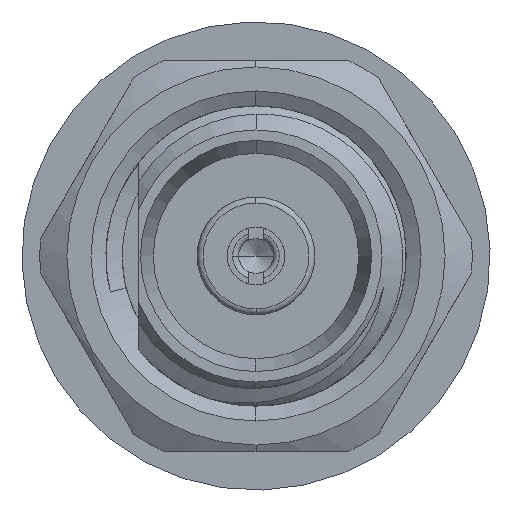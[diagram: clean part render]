
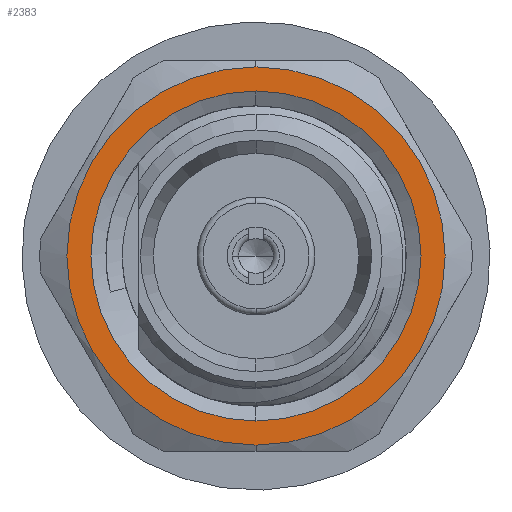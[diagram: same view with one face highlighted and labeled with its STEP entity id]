
A CAD part, left-side view. The second image highlights one B-rep face of the part: STEP entity #2383.
In plain terms, the highlighted planar face has unit normal (-1, 0, 0).
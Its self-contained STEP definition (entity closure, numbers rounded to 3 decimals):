
#205 = CIRCLE ( 'NONE', #23433, 3.15 ) ;
#590 = FACE_OUTER_BOUND ( 'NONE', #14161, .T. ) ;
#840 = ORIENTED_EDGE ( 'NONE', *, *, #18402, .F. ) ;
#1405 = AXIS2_PLACEMENT_3D ( 'NONE', #34498, #15904, #37612 ) ;
#1537 = AXIS2_PLACEMENT_3D ( 'NONE', #26276, #7703, #29384 ) ;
#2281 = CARTESIAN_POINT ( 'NONE',  ( 4.9, 0., 0. ) ) ;
#2383 = ADVANCED_FACE ( 'NONE', ( #39869, #590 ), #16781, .T. ) ;
#2896 = VERTEX_POINT ( 'NONE', #21272 ) ;
#3090 = VERTEX_POINT ( 'NONE', #18557 ) ;
#3731 = ORIENTED_EDGE ( 'NONE', *, *, #6478, .T. ) ;
#3755 = EDGE_CURVE ( 'NONE', #3090, #13675, #14581, .T. ) ;
#3898 = CIRCLE ( 'NONE', #1405, 3.15 ) ;
#5405 = DIRECTION ( 'NONE',  ( 0., 0., 1. ) ) ;
#6207 = AXIS2_PLACEMENT_3D ( 'NONE', #2281, #23953, #5405 ) ;
#6478 = EDGE_CURVE ( 'NONE', #13675, #3090, #35650, .T. ) ;
#7703 = DIRECTION ( 'NONE',  ( -1., 0., 0. ) ) ;
#8657 = VERTEX_POINT ( 'NONE', #31932 ) ;
#12930 = DIRECTION ( 'NONE',  ( 1., 0., 0. ) ) ;
#13675 = VERTEX_POINT ( 'NONE', #34350 ) ;
#14035 = DIRECTION ( 'NONE',  ( 1., 0., 0. ) ) ;
#14161 = EDGE_LOOP ( 'NONE', ( #27714, #840 ) ) ;
#14581 = CIRCLE ( 'NONE', #6207, 2.749 ) ;
#15904 = DIRECTION ( 'NONE',  ( 1., 0., 0. ) ) ;
#16781 = PLANE ( 'NONE',  #1537 ) ;
#17340 = EDGE_LOOP ( 'NONE', ( #24437, #3731 ) ) ;
#18402 = EDGE_CURVE ( 'NONE', #8657, #2896, #205, .T. ) ;
#18557 = CARTESIAN_POINT ( 'NONE',  ( 4.9, 0., 2.749 ) ) ;
#21272 = CARTESIAN_POINT ( 'NONE',  ( 4.9, 0., -3.15 ) ) ;
#23212 = AXIS2_PLACEMENT_3D ( 'NONE', #32610, #14035, #35742 ) ;
#23433 = AXIS2_PLACEMENT_3D ( 'NONE', #31507, #12930, #34643 ) ;
#23953 = DIRECTION ( 'NONE',  ( 1., 0., 0. ) ) ;
#24437 = ORIENTED_EDGE ( 'NONE', *, *, #3755, .T. ) ;
#26276 = CARTESIAN_POINT ( 'NONE',  ( 4.9, 0., 0. ) ) ;
#27714 = ORIENTED_EDGE ( 'NONE', *, *, #30405, .F. ) ;
#29384 = DIRECTION ( 'NONE',  ( 0., 0., 1. ) ) ;
#30405 = EDGE_CURVE ( 'NONE', #2896, #8657, #3898, .T. ) ;
#31507 = CARTESIAN_POINT ( 'NONE',  ( 4.9, 0., 0. ) ) ;
#31932 = CARTESIAN_POINT ( 'NONE',  ( 4.9, 0., 3.15 ) ) ;
#32610 = CARTESIAN_POINT ( 'NONE',  ( 4.9, 0., 0. ) ) ;
#34350 = CARTESIAN_POINT ( 'NONE',  ( 4.9, 0., -2.749 ) ) ;
#34498 = CARTESIAN_POINT ( 'NONE',  ( 4.9, 0., 0. ) ) ;
#34643 = DIRECTION ( 'NONE',  ( 0., 0., -1. ) ) ;
#35650 = CIRCLE ( 'NONE', #23212, 2.749 ) ;
#35742 = DIRECTION ( 'NONE',  ( 0., 0., 1. ) ) ;
#37612 = DIRECTION ( 'NONE',  ( 0., 0., -1. ) ) ;
#39869 = FACE_BOUND ( 'NONE', #17340, .T. ) ;
